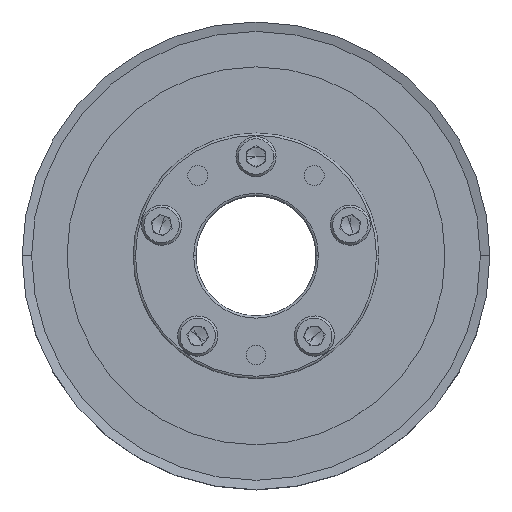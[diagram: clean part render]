
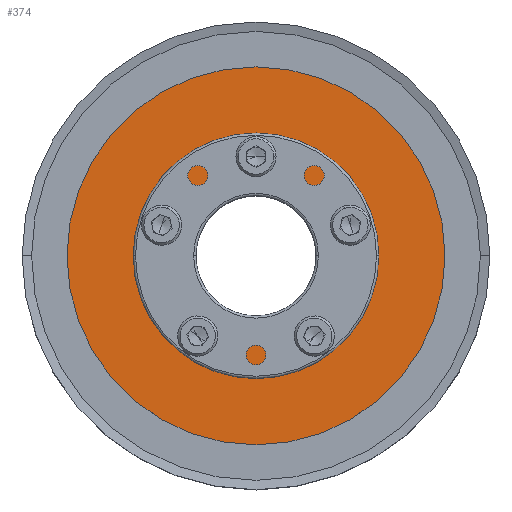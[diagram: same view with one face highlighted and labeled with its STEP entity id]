
A CAD part, top view. The second image highlights one B-rep face of the part: STEP entity #374.
In plain terms, the highlighted planar face has unit normal (0, 0, 1).
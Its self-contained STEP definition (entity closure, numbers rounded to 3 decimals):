
#323 = EDGE_LOOP ( 'NONE', ( #1074, #8317 ) ) ;
#374 = ADVANCED_FACE ( 'NONE', ( #484, #3460, #8334, #4838, #2341, #13300, #5973 ), #13452, .T. ) ;
#459 = CARTESIAN_POINT ( 'NONE',  ( -14.4, 0., 32. ) ) ;
#484 = FACE_BOUND ( 'NONE', #4167, .T. ) ;
#638 = CARTESIAN_POINT ( 'NONE',  ( -19.972, 6.489, 32. ) ) ;
#722 = ORIENTED_EDGE ( 'NONE', *, *, #1044, .F. ) ;
#1044 = EDGE_CURVE ( 'NONE', #11500, #3038, #8773, .T. ) ;
#1074 = ORIENTED_EDGE ( 'NONE', *, *, #5204, .T. ) ;
#1205 = DIRECTION ( 'NONE',  ( 1., 0., 0. ) ) ;
#1300 = AXIS2_PLACEMENT_3D ( 'NONE', #5775, #6012, #9642 ) ;
#1308 = CARTESIAN_POINT ( 'NONE',  ( 0., 0., 32. ) ) ;
#1452 = CARTESIAN_POINT ( 'NONE',  ( 12.343, -16.989, 32. ) ) ;
#1565 = CIRCLE ( 'NONE', #1300, 2.1 ) ;
#1590 = DIRECTION ( 'NONE',  ( 0., 0., 1. ) ) ;
#1648 = ORIENTED_EDGE ( 'NONE', *, *, #6552, .F. ) ;
#1845 = DIRECTION ( 'NONE',  ( 0., 0., 1. ) ) ;
#1864 = DIRECTION ( 'NONE',  ( 1., 0., 0. ) ) ;
#1937 = VERTEX_POINT ( 'NONE', #4345 ) ;
#1938 = ORIENTED_EDGE ( 'NONE', *, *, #2878, .F. ) ;
#1998 = CARTESIAN_POINT ( 'NONE',  ( 0., 21., 32. ) ) ;
#2099 = CIRCLE ( 'NONE', #7001, 2.1 ) ;
#2236 = AXIS2_PLACEMENT_3D ( 'NONE', #15111, #1590, #6511 ) ;
#2262 = CARTESIAN_POINT ( 'NONE',  ( -2.677, 44.49, 32. ) ) ;
#2341 = FACE_BOUND ( 'NONE', #12050, .T. ) ;
#2376 = DIRECTION ( 'NONE',  ( 1., 0., 0. ) ) ;
#2534 = CARTESIAN_POINT ( 'NONE',  ( -12.343, -16.989, 32. ) ) ;
#2757 = CARTESIAN_POINT ( 'NONE',  ( 0., 0., 32. ) ) ;
#2810 = CIRCLE ( 'NONE', #11843, 40. ) ;
#2878 = EDGE_CURVE ( 'NONE', #9476, #12553, #3955, .T. ) ;
#2906 = CARTESIAN_POINT ( 'NONE',  ( -17.872, 6.489, 32. ) ) ;
#3038 = VERTEX_POINT ( 'NONE', #5877 ) ;
#3113 = DIRECTION ( 'NONE',  ( 1., 0., 0. ) ) ;
#3161 = AXIS2_PLACEMENT_3D ( 'NONE', #1452, #6225, #5014 ) ;
#3220 = AXIS2_PLACEMENT_3D ( 'NONE', #2262, #7182, #1205 ) ;
#3247 = CARTESIAN_POINT ( 'NONE',  ( 22.072, 6.489, 32. ) ) ;
#3405 = EDGE_LOOP ( 'NONE', ( #11451, #12776 ) ) ;
#3447 = CARTESIAN_POINT ( 'NONE',  ( 2.1, 21., 32. ) ) ;
#3460 = FACE_BOUND ( 'NONE', #15535, .T. ) ;
#3542 = DIRECTION ( 'NONE',  ( 0., 0., -1. ) ) ;
#3955 = CIRCLE ( 'NONE', #12971, 2.1 ) ;
#4162 = CARTESIAN_POINT ( 'NONE',  ( 19.972, 6.489, 32. ) ) ;
#4167 = EDGE_LOOP ( 'NONE', ( #722, #7889 ) ) ;
#4345 = CARTESIAN_POINT ( 'NONE',  ( -2.1, 21., 32. ) ) ;
#4509 = EDGE_CURVE ( 'NONE', #15772, #6296, #5902, .T. ) ;
#4566 = DIRECTION ( 'NONE',  ( 1., 0., 0. ) ) ;
#4737 = CIRCLE ( 'NONE', #13717, 14.4 ) ;
#4838 = FACE_BOUND ( 'NONE', #12038, .T. ) ;
#4946 = DIRECTION ( 'NONE',  ( -1., 0., 0. ) ) ;
#5000 = CARTESIAN_POINT ( 'NONE',  ( 0., 0., 32. ) ) ;
#5014 = DIRECTION ( 'NONE',  ( 1., 0., 0. ) ) ;
#5161 = AXIS2_PLACEMENT_3D ( 'NONE', #1308, #8831, #4946 ) ;
#5171 = DIRECTION ( 'NONE',  ( 1., 0., 0. ) ) ;
#5204 = EDGE_CURVE ( 'NONE', #6296, #15772, #2810, .T. ) ;
#5316 = ORIENTED_EDGE ( 'NONE', *, *, #7744, .F. ) ;
#5511 = CARTESIAN_POINT ( 'NONE',  ( -10.243, -16.989, 32. ) ) ;
#5775 = CARTESIAN_POINT ( 'NONE',  ( 0., 21., 32. ) ) ;
#5865 = DIRECTION ( 'NONE',  ( 1., 0., 0. ) ) ;
#5877 = CARTESIAN_POINT ( 'NONE',  ( 17.872, 6.489, 32. ) ) ;
#5902 = CIRCLE ( 'NONE', #10804, 40. ) ;
#5973 = FACE_OUTER_BOUND ( 'NONE', #323, .T. ) ;
#5974 = EDGE_CURVE ( 'NONE', #12539, #6865, #6979, .T. ) ;
#6012 = DIRECTION ( 'NONE',  ( 0., 0., 1. ) ) ;
#6225 = DIRECTION ( 'NONE',  ( 0., 0., 1. ) ) ;
#6296 = VERTEX_POINT ( 'NONE', #9911 ) ;
#6396 = DIRECTION ( 'NONE',  ( 0., 0., 1. ) ) ;
#6511 = DIRECTION ( 'NONE',  ( 1., 0., 0. ) ) ;
#6552 = EDGE_CURVE ( 'NONE', #1937, #8939, #2099, .T. ) ;
#6865 = VERTEX_POINT ( 'NONE', #14045 ) ;
#6979 = CIRCLE ( 'NONE', #5161, 14.4 ) ;
#7001 = AXIS2_PLACEMENT_3D ( 'NONE', #1998, #13983, #3113 ) ;
#7182 = DIRECTION ( 'NONE',  ( 0., 0., 1. ) ) ;
#7270 = AXIS2_PLACEMENT_3D ( 'NONE', #12654, #10161, #9045 ) ;
#7744 = EDGE_CURVE ( 'NONE', #12553, #9476, #14955, .T. ) ;
#7889 = ORIENTED_EDGE ( 'NONE', *, *, #11203, .F. ) ;
#8046 = AXIS2_PLACEMENT_3D ( 'NONE', #2534, #6396, #2376 ) ;
#8061 = DIRECTION ( 'NONE',  ( 0., 0., 1. ) ) ;
#8219 = CARTESIAN_POINT ( 'NONE',  ( -14.443, -16.989, 32. ) ) ;
#8317 = ORIENTED_EDGE ( 'NONE', *, *, #4509, .T. ) ;
#8334 = FACE_BOUND ( 'NONE', #9492, .T. ) ;
#8727 = DIRECTION ( 'NONE',  ( -1., 0., 0. ) ) ;
#8731 = EDGE_CURVE ( 'NONE', #14406, #14862, #10121, .T. ) ;
#8773 = CIRCLE ( 'NONE', #15427, 2.1 ) ;
#8831 = DIRECTION ( 'NONE',  ( 0., 0., -1. ) ) ;
#8939 = VERTEX_POINT ( 'NONE', #3447 ) ;
#9045 = DIRECTION ( 'NONE',  ( 1., 0., 0. ) ) ;
#9311 = ORIENTED_EDGE ( 'NONE', *, *, #8731, .F. ) ;
#9476 = VERTEX_POINT ( 'NONE', #2906 ) ;
#9492 = EDGE_LOOP ( 'NONE', ( #13610, #14378 ) ) ;
#9614 = AXIS2_PLACEMENT_3D ( 'NONE', #11865, #10818, #1864 ) ;
#9642 = DIRECTION ( 'NONE',  ( 1., 0., 0. ) ) ;
#9820 = ORIENTED_EDGE ( 'NONE', *, *, #15662, .F. ) ;
#9911 = CARTESIAN_POINT ( 'NONE',  ( 40., 0., 32. ) ) ;
#10121 = CIRCLE ( 'NONE', #3161, 2.1 ) ;
#10161 = DIRECTION ( 'NONE',  ( 0., 0., 1. ) ) ;
#10234 = DIRECTION ( 'NONE',  ( 1., 0., 0. ) ) ;
#10323 = EDGE_CURVE ( 'NONE', #14862, #14406, #10651, .T. ) ;
#10435 = EDGE_CURVE ( 'NONE', #6865, #12539, #4737, .T. ) ;
#10651 = CIRCLE ( 'NONE', #9614, 2.1 ) ;
#10804 = AXIS2_PLACEMENT_3D ( 'NONE', #14138, #8061, #5865 ) ;
#10818 = DIRECTION ( 'NONE',  ( 0., 0., 1. ) ) ;
#11203 = EDGE_CURVE ( 'NONE', #3038, #11500, #12726, .T. ) ;
#11451 = ORIENTED_EDGE ( 'NONE', *, *, #5974, .T. ) ;
#11500 = VERTEX_POINT ( 'NONE', #3247 ) ;
#11843 = AXIS2_PLACEMENT_3D ( 'NONE', #2757, #12822, #5171 ) ;
#11865 = CARTESIAN_POINT ( 'NONE',  ( 12.343, -16.989, 32. ) ) ;
#12038 = EDGE_LOOP ( 'NONE', ( #1938, #5316 ) ) ;
#12050 = EDGE_LOOP ( 'NONE', ( #9820, #1648 ) ) ;
#12539 = VERTEX_POINT ( 'NONE', #459 ) ;
#12553 = VERTEX_POINT ( 'NONE', #12865 ) ;
#12566 = EDGE_CURVE ( 'NONE', #14327, #14016, #14569, .T. ) ;
#12654 = CARTESIAN_POINT ( 'NONE',  ( -19.972, 6.489, 32. ) ) ;
#12726 = CIRCLE ( 'NONE', #14259, 2.1 ) ;
#12776 = ORIENTED_EDGE ( 'NONE', *, *, #10435, .T. ) ;
#12822 = DIRECTION ( 'NONE',  ( 0., 0., 1. ) ) ;
#12865 = CARTESIAN_POINT ( 'NONE',  ( -22.072, 6.489, 32. ) ) ;
#12905 = CIRCLE ( 'NONE', #8046, 2.1 ) ;
#12971 = AXIS2_PLACEMENT_3D ( 'NONE', #638, #1845, #10234 ) ;
#13094 = CARTESIAN_POINT ( 'NONE',  ( -40., 0., 32. ) ) ;
#13300 = FACE_BOUND ( 'NONE', #3405, .T. ) ;
#13452 = PLANE ( 'NONE',  #3220 ) ;
#13610 = ORIENTED_EDGE ( 'NONE', *, *, #12566, .F. ) ;
#13717 = AXIS2_PLACEMENT_3D ( 'NONE', #5000, #3542, #8727 ) ;
#13851 = ORIENTED_EDGE ( 'NONE', *, *, #10323, .F. ) ;
#13983 = DIRECTION ( 'NONE',  ( 0., 0., 1. ) ) ;
#14016 = VERTEX_POINT ( 'NONE', #8219 ) ;
#14045 = CARTESIAN_POINT ( 'NONE',  ( 14.4, 0., 32. ) ) ;
#14055 = DIRECTION ( 'NONE',  ( 1., 0., 0. ) ) ;
#14138 = CARTESIAN_POINT ( 'NONE',  ( 0., 0., 32. ) ) ;
#14259 = AXIS2_PLACEMENT_3D ( 'NONE', #15756, #14303, #4566 ) ;
#14303 = DIRECTION ( 'NONE',  ( 0., 0., 1. ) ) ;
#14327 = VERTEX_POINT ( 'NONE', #5511 ) ;
#14378 = ORIENTED_EDGE ( 'NONE', *, *, #15801, .F. ) ;
#14406 = VERTEX_POINT ( 'NONE', #15803 ) ;
#14411 = CARTESIAN_POINT ( 'NONE',  ( 10.243, -16.989, 32. ) ) ;
#14569 = CIRCLE ( 'NONE', #2236, 2.1 ) ;
#14862 = VERTEX_POINT ( 'NONE', #14411 ) ;
#14955 = CIRCLE ( 'NONE', #7270, 2.1 ) ;
#15111 = CARTESIAN_POINT ( 'NONE',  ( -12.343, -16.989, 32. ) ) ;
#15265 = DIRECTION ( 'NONE',  ( 0., 0., 1. ) ) ;
#15427 = AXIS2_PLACEMENT_3D ( 'NONE', #4162, #15265, #14055 ) ;
#15535 = EDGE_LOOP ( 'NONE', ( #9311, #13851 ) ) ;
#15662 = EDGE_CURVE ( 'NONE', #8939, #1937, #1565, .T. ) ;
#15756 = CARTESIAN_POINT ( 'NONE',  ( 19.972, 6.489, 32. ) ) ;
#15772 = VERTEX_POINT ( 'NONE', #13094 ) ;
#15801 = EDGE_CURVE ( 'NONE', #14016, #14327, #12905, .T. ) ;
#15803 = CARTESIAN_POINT ( 'NONE',  ( 14.443, -16.989, 32. ) ) ;
